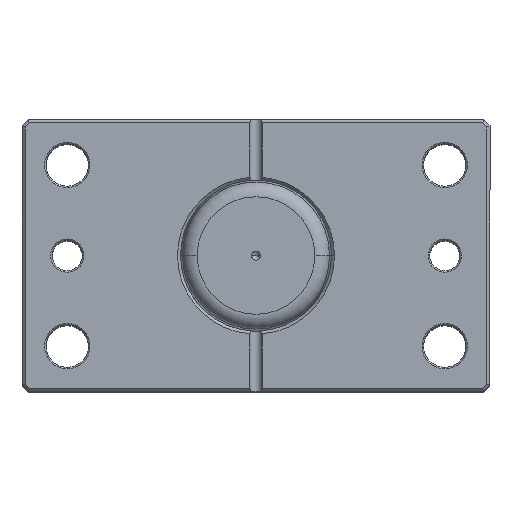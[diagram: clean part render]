
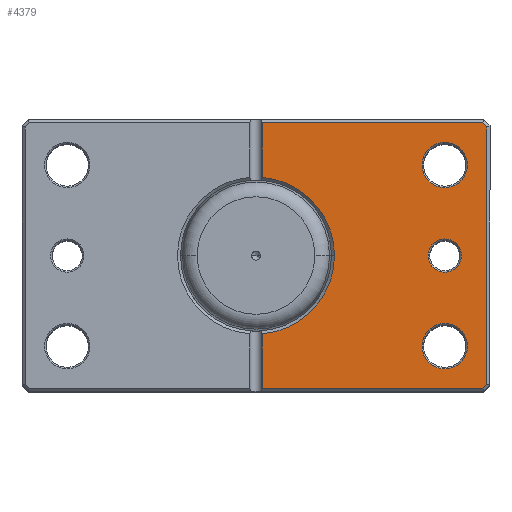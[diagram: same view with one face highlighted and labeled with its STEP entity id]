
A CAD part, top view. The second image highlights one B-rep face of the part: STEP entity #4379.
In plain terms, the highlighted face is planar.
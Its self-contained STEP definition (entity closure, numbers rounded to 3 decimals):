
#142 = EDGE_LOOP ( 'NONE', ( #2655, #5965 ) ) ;
#203 = DIRECTION ( 'NONE',  ( 0., -1., 0. ) ) ;
#208 = LINE ( 'NONE', #5121, #2968 ) ;
#230 = CARTESIAN_POINT ( 'NONE',  ( -2., -44., 0. ) ) ;
#287 = DIRECTION ( 'NONE',  ( 1., 0., 0. ) ) ;
#490 = DIRECTION ( 'NONE',  ( 0., 0., 1. ) ) ;
#549 = VERTEX_POINT ( 'NONE', #4745 ) ;
#561 = VERTEX_POINT ( 'NONE', #2042 ) ;
#563 = DIRECTION ( 'NONE',  ( 0., 0., 1. ) ) ;
#586 = CARTESIAN_POINT ( 'NONE',  ( -62.5, -30., 0. ) ) ;
#609 = ORIENTED_EDGE ( 'NONE', *, *, #5264, .T. ) ;
#661 = AXIS2_PLACEMENT_3D ( 'NONE', #1172, #4986, #1722 ) ;
#683 = CARTESIAN_POINT ( 'NONE',  ( 0., 44., 0. ) ) ;
#691 = CARTESIAN_POINT ( 'NONE',  ( -75.086, 44., 0. ) ) ;
#707 = DIRECTION ( 'NONE',  ( 1., 0., 0. ) ) ;
#759 = VERTEX_POINT ( 'NONE', #5454 ) ;
#891 = VERTEX_POINT ( 'NONE', #6207 ) ;
#898 = CARTESIAN_POINT ( 'NONE',  ( -68., 0., 0. ) ) ;
#980 = LINE ( 'NONE', #6890, #4998 ) ;
#993 = CARTESIAN_POINT ( 'NONE',  ( -59.543, 59.543, 0. ) ) ;
#1084 = CARTESIAN_POINT ( 'NONE',  ( -62.5, 0., 0. ) ) ;
#1115 = EDGE_CURVE ( 'NONE', #6101, #561, #2355, .T. ) ;
#1172 = CARTESIAN_POINT ( 'NONE',  ( 0., 0., 0. ) ) ;
#1176 = EDGE_CURVE ( 'NONE', #2400, #3499, #2794, .T. ) ;
#1249 = EDGE_CURVE ( 'NONE', #891, #3573, #980, .T. ) ;
#1354 = CIRCLE ( 'NONE', #2268, 7.5 ) ;
#1391 = CARTESIAN_POINT ( 'NONE',  ( -62.5, 0., 0. ) ) ;
#1463 = CARTESIAN_POINT ( 'NONE',  ( -75.086, -44., 0. ) ) ;
#1464 = EDGE_CURVE ( 'NONE', #3794, #1882, #2345, .T. ) ;
#1526 = CIRCLE ( 'NONE', #2902, 5.5 ) ;
#1532 = CARTESIAN_POINT ( 'NONE',  ( -2., 45., 0. ) ) ;
#1546 = DIRECTION ( 'NONE',  ( 0.707, 0.707, 0. ) ) ;
#1635 = DIRECTION ( 'NONE',  ( 1., 0., 0. ) ) ;
#1718 = EDGE_CURVE ( 'NONE', #4976, #549, #3867, .T. ) ;
#1722 = DIRECTION ( 'NONE',  ( 1., 0., 0. ) ) ;
#1725 = CARTESIAN_POINT ( 'NONE',  ( -76.5, 0., 0. ) ) ;
#1738 = CARTESIAN_POINT ( 'NONE',  ( -76.5, 42.586, 0. ) ) ;
#1742 = ORIENTED_EDGE ( 'NONE', *, *, #2936, .T. ) ;
#1784 = DIRECTION ( 'NONE',  ( 1., 0., 0. ) ) ;
#1793 = VERTEX_POINT ( 'NONE', #691 ) ;
#1838 = CARTESIAN_POINT ( 'NONE',  ( -62.5, 30., 0. ) ) ;
#1882 = VERTEX_POINT ( 'NONE', #6623 ) ;
#2042 = CARTESIAN_POINT ( 'NONE',  ( -57., 0., 0. ) ) ;
#2102 = CIRCLE ( 'NONE', #6578, 26. ) ;
#2144 = FACE_BOUND ( 'NONE', #4100, .T. ) ;
#2268 = AXIS2_PLACEMENT_3D ( 'NONE', #2998, #6836, #3540 ) ;
#2333 = LINE ( 'NONE', #993, #7063 ) ;
#2345 = CIRCLE ( 'NONE', #5994, 7.5 ) ;
#2355 = CIRCLE ( 'NONE', #4525, 5.5 ) ;
#2371 = DIRECTION ( 'NONE',  ( 1., 0., 0. ) ) ;
#2397 = AXIS2_PLACEMENT_3D ( 'NONE', #1838, #5680, #2371 ) ;
#2399 = CARTESIAN_POINT ( 'NONE',  ( -55., -30., 0. ) ) ;
#2400 = VERTEX_POINT ( 'NONE', #5860 ) ;
#2469 = EDGE_CURVE ( 'NONE', #3499, #1793, #2333, .T. ) ;
#2524 = DIRECTION ( 'NONE',  ( 0., -1., 0. ) ) ;
#2655 = ORIENTED_EDGE ( 'NONE', *, *, #2680, .T. ) ;
#2680 = EDGE_CURVE ( 'NONE', #2748, #759, #3057, .T. ) ;
#2748 = VERTEX_POINT ( 'NONE', #2764 ) ;
#2764 = CARTESIAN_POINT ( 'NONE',  ( -70., 30., 0. ) ) ;
#2794 = LINE ( 'NONE', #1725, #5539 ) ;
#2886 = CIRCLE ( 'NONE', #2397, 7.5 ) ;
#2902 = AXIS2_PLACEMENT_3D ( 'NONE', #1084, #4890, #1635 ) ;
#2922 = CARTESIAN_POINT ( 'NONE',  ( 0., 0., 0. ) ) ;
#2936 = EDGE_CURVE ( 'NONE', #3573, #3256, #208, .T. ) ;
#2955 = DIRECTION ( 'NONE',  ( -1., 0., 0. ) ) ;
#2968 = VECTOR ( 'NONE', #2955, 1000. ) ;
#2978 = EDGE_CURVE ( 'NONE', #1882, #3794, #1354, .T. ) ;
#2998 = CARTESIAN_POINT ( 'NONE',  ( -62.5, -30., 0. ) ) ;
#3044 = LINE ( 'NONE', #683, #3221 ) ;
#3057 = CIRCLE ( 'NONE', #5686, 7.5 ) ;
#3142 = DIRECTION ( 'NONE',  ( 0., 0., 1. ) ) ;
#3221 = VECTOR ( 'NONE', #707, 1000. ) ;
#3256 = VERTEX_POINT ( 'NONE', #1463 ) ;
#3309 = LINE ( 'NONE', #6916, #6066 ) ;
#3333 = ORIENTED_EDGE ( 'NONE', *, *, #5936, .T. ) ;
#3457 = DIRECTION ( 'NONE',  ( 1., 0., 0. ) ) ;
#3499 = VERTEX_POINT ( 'NONE', #1738 ) ;
#3540 = DIRECTION ( 'NONE',  ( 1., 0., 0. ) ) ;
#3573 = VERTEX_POINT ( 'NONE', #230 ) ;
#3710 = CARTESIAN_POINT ( 'NONE',  ( -2., 44., 0. ) ) ;
#3766 = CARTESIAN_POINT ( 'NONE',  ( -62.5, 30., 0. ) ) ;
#3794 = VERTEX_POINT ( 'NONE', #2399 ) ;
#3867 = LINE ( 'NONE', #1532, #5158 ) ;
#3934 = CARTESIAN_POINT ( 'NONE',  ( 0., 0., 0. ) ) ;
#4100 = EDGE_LOOP ( 'NONE', ( #4542, #4538 ) ) ;
#4127 = ORIENTED_EDGE ( 'NONE', *, *, #1249, .T. ) ;
#4218 = CIRCLE ( 'NONE', #661, 26. ) ;
#4264 = ORIENTED_EDGE ( 'NONE', *, *, #1115, .T. ) ;
#4327 = DIRECTION ( 'NONE',  ( 1., 0., 0. ) ) ;
#4379 = ADVANCED_FACE ( 'NONE', ( #6325, #2144, #6512, #4857 ), #4472, .F. ) ;
#4472 = PLANE ( 'NONE',  #4766 ) ;
#4525 = AXIS2_PLACEMENT_3D ( 'NONE', #1391, #3142, #287 ) ;
#4538 = ORIENTED_EDGE ( 'NONE', *, *, #1464, .T. ) ;
#4542 = ORIENTED_EDGE ( 'NONE', *, *, #2978, .T. ) ;
#4597 = ORIENTED_EDGE ( 'NONE', *, *, #1176, .T. ) ;
#4745 = CARTESIAN_POINT ( 'NONE',  ( -2., 25.923, 0. ) ) ;
#4766 = AXIS2_PLACEMENT_3D ( 'NONE', #3934, #5040, #1784 ) ;
#4857 = FACE_OUTER_BOUND ( 'NONE', #5845, .T. ) ;
#4867 = ORIENTED_EDGE ( 'NONE', *, *, #1718, .T. ) ;
#4890 = DIRECTION ( 'NONE',  ( 0., 0., 1. ) ) ;
#4976 = VERTEX_POINT ( 'NONE', #3710 ) ;
#4986 = DIRECTION ( 'NONE',  ( 0., 0., 1. ) ) ;
#4998 = VECTOR ( 'NONE', #2524, 1000. ) ;
#5026 = EDGE_CURVE ( 'NONE', #561, #6101, #1526, .T. ) ;
#5040 = DIRECTION ( 'NONE',  ( 0., 0., 1. ) ) ;
#5121 = CARTESIAN_POINT ( 'NONE',  ( 0., -44., 0. ) ) ;
#5158 = VECTOR ( 'NONE', #203, 1000. ) ;
#5237 = DIRECTION ( 'NONE',  ( 0., 1., 0. ) ) ;
#5264 = EDGE_CURVE ( 'NONE', #1793, #4976, #3044, .T. ) ;
#5271 = EDGE_CURVE ( 'NONE', #759, #2748, #2886, .T. ) ;
#5395 = ORIENTED_EDGE ( 'NONE', *, *, #2469, .T. ) ;
#5454 = CARTESIAN_POINT ( 'NONE',  ( -55., 30., 0. ) ) ;
#5484 = EDGE_CURVE ( 'NONE', #3256, #2400, #3309, .T. ) ;
#5503 = EDGE_LOOP ( 'NONE', ( #4264, #6621 ) ) ;
#5539 = VECTOR ( 'NONE', #5237, 1000. ) ;
#5680 = DIRECTION ( 'NONE',  ( 0., 0., 1. ) ) ;
#5686 = AXIS2_PLACEMENT_3D ( 'NONE', #3766, #490, #4327 ) ;
#5789 = EDGE_CURVE ( 'NONE', #549, #6956, #4218, .T. ) ;
#5812 = CARTESIAN_POINT ( 'NONE',  ( -26., 0., 0. ) ) ;
#5845 = EDGE_LOOP ( 'NONE', ( #4867, #6960, #3333, #4127, #1742, #6705, #4597, #5395, #609 ) ) ;
#5860 = CARTESIAN_POINT ( 'NONE',  ( -76.5, -42.586, 0. ) ) ;
#5936 = EDGE_CURVE ( 'NONE', #6956, #891, #2102, .T. ) ;
#5965 = ORIENTED_EDGE ( 'NONE', *, *, #5271, .T. ) ;
#5994 = AXIS2_PLACEMENT_3D ( 'NONE', #586, #563, #7153 ) ;
#6066 = VECTOR ( 'NONE', #6937, 1000. ) ;
#6101 = VERTEX_POINT ( 'NONE', #898 ) ;
#6207 = CARTESIAN_POINT ( 'NONE',  ( -2., -25.923, 0. ) ) ;
#6325 = FACE_BOUND ( 'NONE', #5503, .T. ) ;
#6512 = FACE_BOUND ( 'NONE', #142, .T. ) ;
#6578 = AXIS2_PLACEMENT_3D ( 'NONE', #2922, #6758, #3457 ) ;
#6621 = ORIENTED_EDGE ( 'NONE', *, *, #5026, .T. ) ;
#6623 = CARTESIAN_POINT ( 'NONE',  ( -70., -30., 0. ) ) ;
#6705 = ORIENTED_EDGE ( 'NONE', *, *, #5484, .T. ) ;
#6758 = DIRECTION ( 'NONE',  ( 0., 0., 1. ) ) ;
#6836 = DIRECTION ( 'NONE',  ( 0., 0., 1. ) ) ;
#6890 = CARTESIAN_POINT ( 'NONE',  ( -2., 45., 0. ) ) ;
#6916 = CARTESIAN_POINT ( 'NONE',  ( -59.543, -59.543, 0. ) ) ;
#6937 = DIRECTION ( 'NONE',  ( -0.707, 0.707, 0. ) ) ;
#6956 = VERTEX_POINT ( 'NONE', #5812 ) ;
#6960 = ORIENTED_EDGE ( 'NONE', *, *, #5789, .T. ) ;
#7063 = VECTOR ( 'NONE', #1546, 1000. ) ;
#7153 = DIRECTION ( 'NONE',  ( 1., 0., 0. ) ) ;
